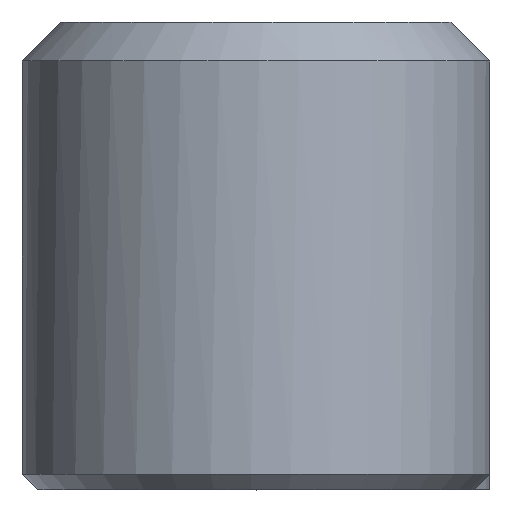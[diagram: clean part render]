
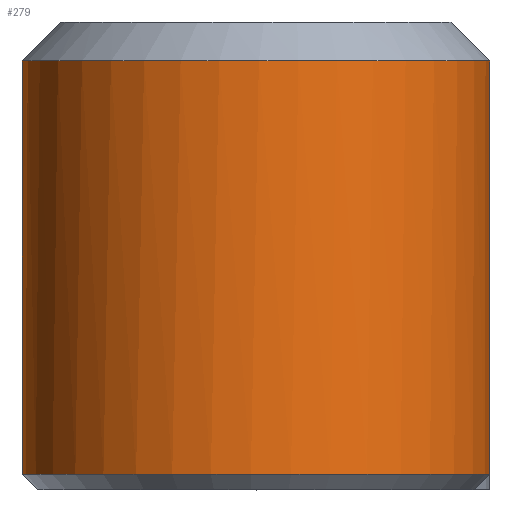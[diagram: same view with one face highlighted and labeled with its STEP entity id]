
A CAD part, left-side view. The second image highlights one B-rep face of the part: STEP entity #279.
In plain terms, the highlighted cylindrical face has radius 3 mm (diameter 6 mm), a partial arc.
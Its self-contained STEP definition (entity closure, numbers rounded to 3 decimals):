
#152=B_SPLINE_CURVE_WITH_KNOTS('',3,(#2391,#2392,#2393,#2394,#2395,#2396,
#2397,#2398,#2399,#2400),.UNSPECIFIED.,.F.,.F.,(4,3,3,4),(0.,0.282,
0.891,1.),.UNSPECIFIED.);
#153=B_SPLINE_CURVE_WITH_KNOTS('',3,(#2402,#2403,#2404,#2405,#2406,#2407,
#2408,#2409,#2410,#2411,#2412,#2413,#2414,#2415,#2416,#2417),
 .UNSPECIFIED.,.F.,.F.,(4,3,3,3,3,4),(0.,0.101,0.474,
0.592,0.965,1.),.UNSPECIFIED.);
#239=ELLIPSE('',#1638,3.274,3.);
#243=CYLINDRICAL_SURFACE('',#1639,3.);
#279=ADVANCED_FACE('',(#387),#243,.T.);
#387=FACE_OUTER_BOUND('',#472,.T.);
#472=EDGE_LOOP('',(#735,#736,#737,#738,#739,#740,#741));
#602=CIRCLE('',#1636,3.);
#603=CIRCLE('',#1637,3.);
#735=ORIENTED_EDGE('',*,*,#1287,.T.);
#736=ORIENTED_EDGE('',*,*,#1335,.T.);
#737=ORIENTED_EDGE('',*,*,#1336,.T.);
#738=ORIENTED_EDGE('',*,*,#1337,.T.);
#739=ORIENTED_EDGE('',*,*,#1338,.T.);
#740=ORIENTED_EDGE('',*,*,#1339,.T.);
#741=ORIENTED_EDGE('',*,*,#1340,.T.);
#1138=VERTEX_POINT('',#2188);
#1139=VERTEX_POINT('',#2190);
#1177=VERTEX_POINT('',#2384);
#1178=VERTEX_POINT('',#2386);
#1179=VERTEX_POINT('',#2388);
#1180=VERTEX_POINT('',#2390);
#1181=VERTEX_POINT('',#2401);
#1287=EDGE_CURVE('',#1139,#1138,#1509,.T.);
#1335=EDGE_CURVE('',#1138,#1177,#602,.T.);
#1336=EDGE_CURVE('',#1177,#1178,#1522,.T.);
#1337=EDGE_CURVE('',#1178,#1179,#603,.T.);
#1338=EDGE_CURVE('',#1179,#1180,#239,.T.);
#1339=EDGE_CURVE('',#1180,#1181,#152,.T.);
#1340=EDGE_CURVE('',#1181,#1139,#153,.T.);
#1509=LINE('',#2189,#1556);
#1522=LINE('',#2385,#1569);
#1556=VECTOR('',#1778,1.);
#1569=VECTOR('',#1863,1.);
#1636=AXIS2_PLACEMENT_3D('',#2383,#1861,#1862);
#1637=AXIS2_PLACEMENT_3D('',#2387,#1864,#1865);
#1638=AXIS2_PLACEMENT_3D('',#2389,#1866,#1867);
#1639=AXIS2_PLACEMENT_3D('',#2418,#1868,#1869);
#1778=DIRECTION('',(0.,0.,-1.));
#1861=DIRECTION('',(0.,0.,1.));
#1862=DIRECTION('',(1.,0.,0.));
#1863=DIRECTION('',(0.,0.,1.));
#1864=DIRECTION('',(0.,0.,-1.));
#1865=DIRECTION('',(1.,0.,0.));
#1866=DIRECTION('',(-0.4,0.,0.916));
#1867=DIRECTION('',(-0.916,0.,-0.4));
#1868=DIRECTION('',(0.,0.,-1.));
#1869=DIRECTION('',(-1.,0.,0.));
#2188=CARTESIAN_POINT('',(-16.,0.,0.2));
#2189=CARTESIAN_POINT('',(-16.,0.,3.));
#2190=CARTESIAN_POINT('',(-16.,0.,3.));
#2383=CARTESIAN_POINT('',(-16.,-3.,0.2));
#2384=CARTESIAN_POINT('',(-13.017,-2.684,0.2));
#2385=CARTESIAN_POINT('',(-13.017,-2.684,6.));
#2386=CARTESIAN_POINT('',(-13.017,-2.684,5.5));
#2387=CARTESIAN_POINT('',(-16.,-3.,5.5));
#2388=CARTESIAN_POINT('',(-13.846,-0.911,5.5));
#2389=CARTESIAN_POINT('',(-16.,-3.,4.559));
#2390=CARTESIAN_POINT('',(-14.159,-0.632,5.364));
#2391=CARTESIAN_POINT('',(-14.159,-0.632,5.364));
#2392=CARTESIAN_POINT('',(-14.294,-0.526,5.304));
#2393=CARTESIAN_POINT('',(-14.43,-0.439,5.212));
#2394=CARTESIAN_POINT('',(-14.561,-0.368,5.11));
#2395=CARTESIAN_POINT('',(-14.844,-0.213,4.891));
#2396=CARTESIAN_POINT('',(-15.12,-0.119,4.621));
#2397=CARTESIAN_POINT('',(-15.391,-0.063,4.346));
#2398=CARTESIAN_POINT('',(-15.439,-0.052,4.297));
#2399=CARTESIAN_POINT('',(-15.488,-0.044,4.247));
#2400=CARTESIAN_POINT('',(-15.536,-0.036,4.197));
#2401=CARTESIAN_POINT('',(-15.536,-0.036,4.197));
#2402=CARTESIAN_POINT('',(-15.536,-0.036,4.197));
#2403=CARTESIAN_POINT('',(-15.567,-0.031,4.165));
#2404=CARTESIAN_POINT('',(-15.597,-0.027,4.132));
#2405=CARTESIAN_POINT('',(-15.625,-0.024,4.097));
#2406=CARTESIAN_POINT('',(-15.727,-0.011,3.971));
#2407=CARTESIAN_POINT('',(-15.81,-0.005,3.827));
#2408=CARTESIAN_POINT('',(-15.871,-0.003,3.676));
#2409=CARTESIAN_POINT('',(-15.89,-0.002,3.628));
#2410=CARTESIAN_POINT('',(-15.907,-0.001,3.579));
#2411=CARTESIAN_POINT('',(-15.922,-0.001,3.529));
#2412=CARTESIAN_POINT('',(-15.969,0.,3.373));
#2413=CARTESIAN_POINT('',(-15.995,0.,3.209));
#2414=CARTESIAN_POINT('',(-15.999,0.,3.047));
#2415=CARTESIAN_POINT('',(-16.,0.,3.031));
#2416=CARTESIAN_POINT('',(-16.,0.,3.016));
#2417=CARTESIAN_POINT('',(-16.,0.,3.));
#2418=CARTESIAN_POINT('',(-16.,-3.,6.));
